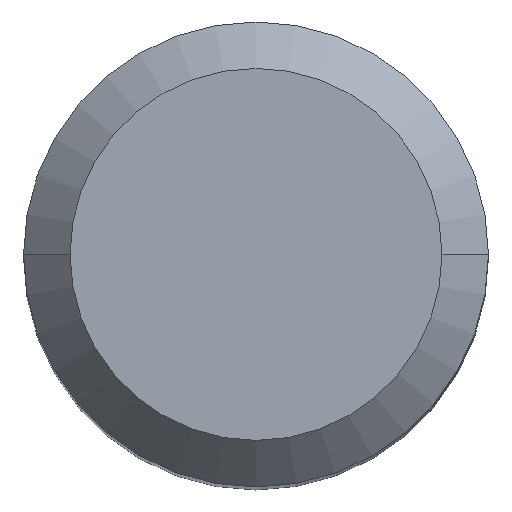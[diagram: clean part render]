
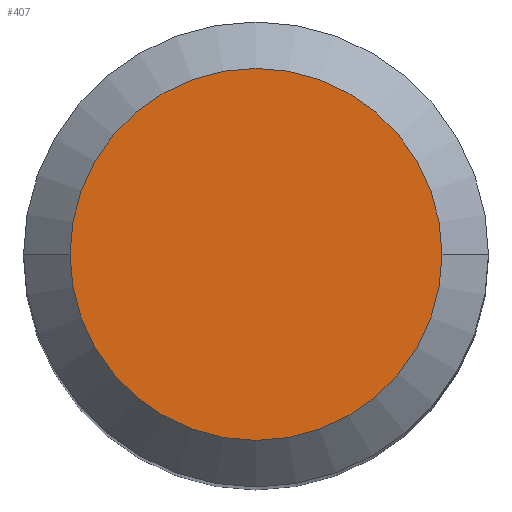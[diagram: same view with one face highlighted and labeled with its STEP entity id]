
A CAD part, top view. The second image highlights one B-rep face of the part: STEP entity #407.
In plain terms, the highlighted planar face has unit normal (0, 0, 1).
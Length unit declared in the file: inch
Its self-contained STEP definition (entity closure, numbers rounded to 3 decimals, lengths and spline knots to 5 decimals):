
#79 = DIRECTION ( 'NONE',  ( -1., 0., 0. ) ) ;
#82 = VERTEX_POINT ( 'NONE', #196 ) ;
#118 = DIRECTION ( 'NONE',  ( 1., 0., 0. ) ) ;
#119 = ORIENTED_EDGE ( 'NONE', *, *, #461, .T. ) ;
#162 = CARTESIAN_POINT ( 'NONE',  ( 0., 0., 0. ) ) ;
#196 = CARTESIAN_POINT ( 'NONE',  ( -0.15748, 0., 0. ) ) ;
#238 = CARTESIAN_POINT ( 'NONE',  ( 0., 0., 0. ) ) ;
#253 = AXIS2_PLACEMENT_3D ( 'NONE', #319, #314, #79 ) ;
#278 = PLANE ( 'NONE',  #253 ) ;
#292 = AXIS2_PLACEMENT_3D ( 'NONE', #238, #513, #118 ) ;
#298 = ORIENTED_EDGE ( 'NONE', *, *, #471, .T. ) ;
#314 = DIRECTION ( 'NONE',  ( 0., 0., -1. ) ) ;
#319 = CARTESIAN_POINT ( 'NONE',  ( 0., 0., 0. ) ) ;
#339 = EDGE_LOOP ( 'NONE', ( #119, #298 ) ) ;
#346 = CARTESIAN_POINT ( 'NONE',  ( 0.15748, 0., 0. ) ) ;
#354 = CIRCLE ( 'NONE', #396, 0.15748 ) ;
#358 = DIRECTION ( 'NONE',  ( 0., 0., 1. ) ) ;
#363 = CIRCLE ( 'NONE', #292, 0.15748 ) ;
#393 = DIRECTION ( 'NONE',  ( 1., 0., 0. ) ) ;
#396 = AXIS2_PLACEMENT_3D ( 'NONE', #162, #358, #393 ) ;
#407 = ADVANCED_FACE ( 'NONE', ( #422 ), #278, .F. ) ;
#422 = FACE_OUTER_BOUND ( 'NONE', #339, .T. ) ;
#443 = VERTEX_POINT ( 'NONE', #346 ) ;
#461 = EDGE_CURVE ( 'NONE', #82, #443, #363, .T. ) ;
#471 = EDGE_CURVE ( 'NONE', #443, #82, #354, .T. ) ;
#513 = DIRECTION ( 'NONE',  ( 0., 0., 1. ) ) ;
